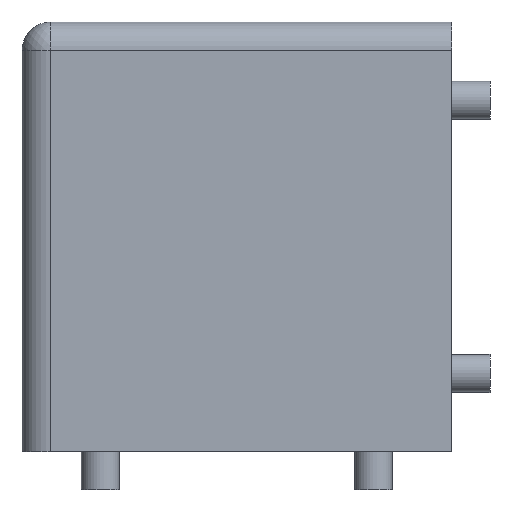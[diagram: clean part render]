
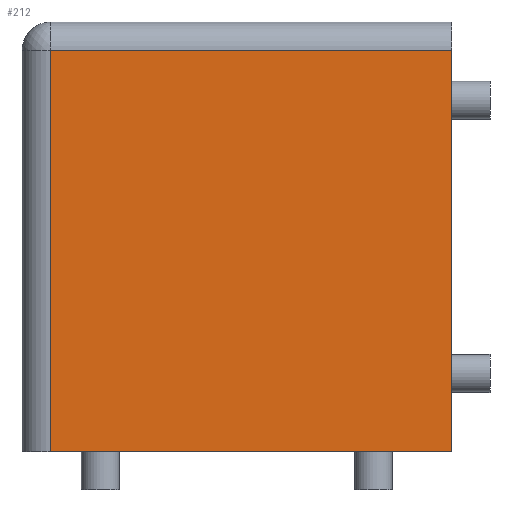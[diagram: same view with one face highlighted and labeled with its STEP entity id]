
A CAD part, front view. The second image highlights one B-rep face of the part: STEP entity #212.
In plain terms, the highlighted planar face has unit normal (0, -1, 0).
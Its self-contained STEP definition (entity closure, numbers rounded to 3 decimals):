
#212=ADVANCED_FACE('',(#432),#433,.F.);
#432=FACE_OUTER_BOUND('',#643,.T.);
#433=PLANE('',#644);
#643=EDGE_LOOP('',(#1174,#1175,#1176,#1177));
#644=AXIS2_PLACEMENT_3D('',#1178,#1179,#1180);
#1174=ORIENTED_EDGE('',*,*,#1382,.F.);
#1175=ORIENTED_EDGE('',*,*,#1379,.F.);
#1176=ORIENTED_EDGE('',*,*,#1376,.F.);
#1177=ORIENTED_EDGE('',*,*,#1384,.F.);
#1178=CARTESIAN_POINT('',(0.0,-22.5,22.5));
#1179=DIRECTION('',(0.0,1.0,0.0));
#1180=DIRECTION('',(0.0,0.0,1.0));
#1376=EDGE_CURVE('',#1665,#1667,#1668,.T.);
#1379=EDGE_CURVE('',#1667,#1671,#1672,.T.);
#1382=EDGE_CURVE('',#1671,#1660,#1675,.T.);
#1384=EDGE_CURVE('',#1660,#1665,#1677,.T.);
#1660=VERTEX_POINT('',#2097);
#1665=VERTEX_POINT('',#2103);
#1667=VERTEX_POINT('',#2105);
#1668=LINE('',#2106,#2107);
#1671=VERTEX_POINT('',#2111);
#1672=LINE('',#2112,#2113);
#1675=LINE('',#2116,#2117);
#1677=LINE('',#2119,#2120);
#2097=CARTESIAN_POINT('',(-19.5,-22.5,42.0));
#2103=CARTESIAN_POINT('',(22.5,-22.5,42.0));
#2105=CARTESIAN_POINT('',(22.5,-22.5,0.0));
#2106=CARTESIAN_POINT('',(22.5,-22.5,22.5));
#2107=VECTOR('',#2398,1.0);
#2111=CARTESIAN_POINT('',(-19.5,-22.5,0.0));
#2112=CARTESIAN_POINT('',(0.0,-22.5,0.0));
#2113=VECTOR('',#2400,1.0);
#2116=CARTESIAN_POINT('',(-19.5,-22.5,22.5));
#2117=VECTOR('',#2404,1.0);
#2119=CARTESIAN_POINT('',(0.0,-22.5,42.0));
#2120=VECTOR('',#2405,1.0);
#2398=DIRECTION('',(0.0,0.0,-1.0));
#2400=DIRECTION('',(-1.0,0.0,0.0));
#2404=DIRECTION('',(0.0,0.0,1.0));
#2405=DIRECTION('',(1.0,0.0,0.0));
